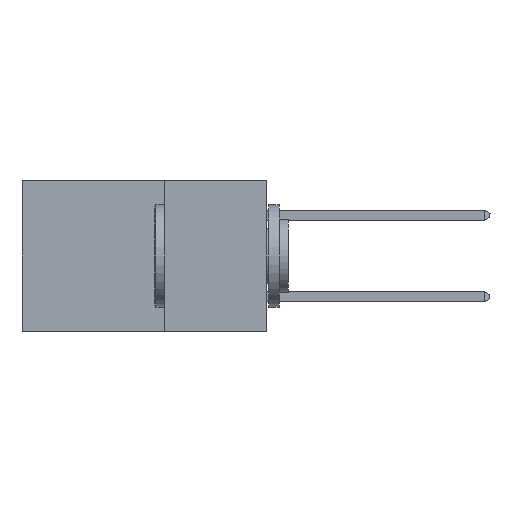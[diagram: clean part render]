
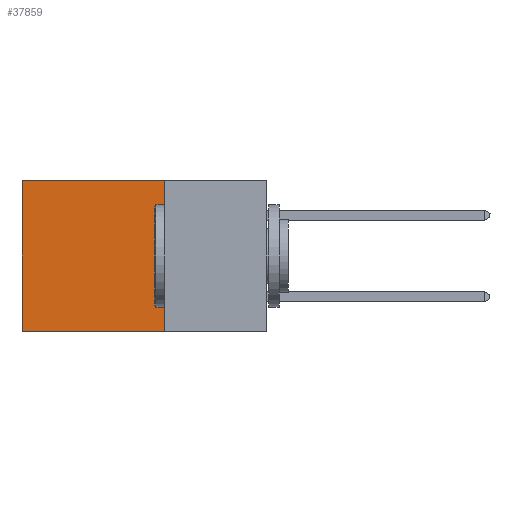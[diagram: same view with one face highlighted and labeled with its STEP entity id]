
A CAD part, left-side view. The second image highlights one B-rep face of the part: STEP entity #37859.
In plain terms, the highlighted planar face has unit normal (-1, 0, 0).
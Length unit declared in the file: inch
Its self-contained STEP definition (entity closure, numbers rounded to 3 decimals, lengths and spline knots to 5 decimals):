
#85 = CARTESIAN_POINT ( 'NONE',  ( 0.2875, 0.25, 0. ) ) ;
#646 = CARTESIAN_POINT ( 'NONE',  ( 0.2875, 0.25, 0. ) ) ;
#2047 = ORIENTED_EDGE ( 'NONE', *, *, #38055, .F. ) ;
#2533 = CARTESIAN_POINT ( 'NONE',  ( 0.2875, 0.6, 0. ) ) ;
#2707 = LINE ( 'NONE', #25535, #35291 ) ;
#3832 = DIRECTION ( 'NONE',  ( 0., 0., -1. ) ) ;
#5531 = EDGE_LOOP ( 'NONE', ( #12115, #20745, #2047, #35034 ) ) ;
#6029 = DIRECTION ( 'NONE',  ( 0., 0., -1. ) ) ;
#6246 = EDGE_CURVE ( 'NONE', #13127, #7260, #2707, .T. ) ;
#7260 = VERTEX_POINT ( 'NONE', #14882 ) ;
#9548 = DIRECTION ( 'NONE',  ( 0., 1., 0. ) ) ;
#12115 = ORIENTED_EDGE ( 'NONE', *, *, #16611, .T. ) ;
#13127 = VERTEX_POINT ( 'NONE', #30904 ) ;
#14882 = CARTESIAN_POINT ( 'NONE',  ( 0.2875, 0.6, -0.37 ) ) ;
#15185 = VERTEX_POINT ( 'NONE', #2533 ) ;
#16611 = EDGE_CURVE ( 'NONE', #15185, #7260, #24409, .T. ) ;
#20745 = ORIENTED_EDGE ( 'NONE', *, *, #6246, .F. ) ;
#21931 = PLANE ( 'NONE',  #30610 ) ;
#22990 = EDGE_CURVE ( 'NONE', #25829, #15185, #32134, .T. ) ;
#24409 = LINE ( 'NONE', #28353, #39974 ) ;
#25058 = DIRECTION ( 'NONE',  ( 0., 0., -1. ) ) ;
#25095 = DIRECTION ( 'NONE',  ( 1., 0., 0. ) ) ;
#25331 = FACE_OUTER_BOUND ( 'NONE', #5531, .T. ) ;
#25535 = CARTESIAN_POINT ( 'NONE',  ( 0.2875, 0.25, -0.37 ) ) ;
#25829 = VERTEX_POINT ( 'NONE', #35941 ) ;
#28353 = CARTESIAN_POINT ( 'NONE',  ( 0.2875, 0.6, 0. ) ) ;
#28776 = LINE ( 'NONE', #646, #35059 ) ;
#30610 = AXIS2_PLACEMENT_3D ( 'NONE', #31265, #25095, #6029 ) ;
#30904 = CARTESIAN_POINT ( 'NONE',  ( 0.2875, 0.25, -0.37 ) ) ;
#31155 = VECTOR ( 'NONE', #9548, 39.37008 ) ;
#31265 = CARTESIAN_POINT ( 'NONE',  ( 0.2875, 0.25, 0. ) ) ;
#31844 = DIRECTION ( 'NONE',  ( 0., 1., 0. ) ) ;
#32134 = LINE ( 'NONE', #85, #31155 ) ;
#35034 = ORIENTED_EDGE ( 'NONE', *, *, #22990, .T. ) ;
#35059 = VECTOR ( 'NONE', #3832, 39.37008 ) ;
#35291 = VECTOR ( 'NONE', #31844, 39.37008 ) ;
#35941 = CARTESIAN_POINT ( 'NONE',  ( 0.2875, 0.25, 0. ) ) ;
#37859 = ADVANCED_FACE ( 'NONE', ( #25331 ), #21931, .F. ) ;
#38055 = EDGE_CURVE ( 'NONE', #25829, #13127, #28776, .T. ) ;
#39974 = VECTOR ( 'NONE', #25058, 39.37008 ) ;
